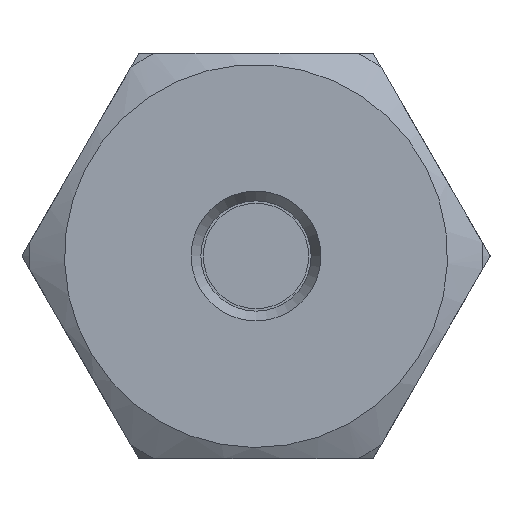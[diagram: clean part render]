
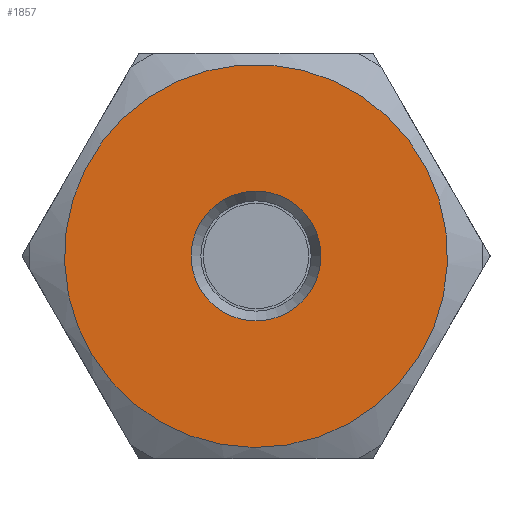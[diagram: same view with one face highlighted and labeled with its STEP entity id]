
A CAD part, left-side view. The second image highlights one B-rep face of the part: STEP entity #1857.
In plain terms, the highlighted planar face has unit normal (-1, 0, 0).
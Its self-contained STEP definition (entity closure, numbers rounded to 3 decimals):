
#1695=CARTESIAN_POINT('',(-7.762,-0.508,0.88));
#1696=VERTEX_POINT('',#1695);
#1697=CARTESIAN_POINT('',(-7.762,0.,0.));
#1698=DIRECTION('',(1.0,0.,0.));
#1699=DIRECTION('',(0.,-0.5,0.866));
#1700=AXIS2_PLACEMENT_3D('',#1697,#1698,#1699);
#1701=CIRCLE('',#1700,1.016);
#1702=EDGE_CURVE('',#1696,#1696,#1701,.T.);
#1834=CARTESIAN_POINT('',(-7.762,1.5,-2.598));
#1835=VERTEX_POINT('',#1834);
#1836=CARTESIAN_POINT('',(-7.762,0.,0.));
#1837=DIRECTION('',(1.0,0.,0.));
#1838=DIRECTION('',(0.,-0.5,0.866));
#1839=AXIS2_PLACEMENT_3D('',#1836,#1837,#1838);
#1840=CIRCLE('',#1839,3.0);
#1841=EDGE_CURVE('',#1835,#1835,#1840,.T.);
#1846=CARTESIAN_POINT('',(-7.762,0.887,-1.537));
#1847=DIRECTION('',(-1.0,0.0,0.0));
#1848=DIRECTION('',(0.0,0.866,0.5));
#1849=AXIS2_PLACEMENT_3D('',#1846,#1847,#1848);
#1850=PLANE('',#1849);
#1851=ORIENTED_EDGE('',*,*,#1841,.F.);
#1852=EDGE_LOOP('',(#1851));
#1853=FACE_OUTER_BOUND('',#1852,.T.);
#1854=ORIENTED_EDGE('',*,*,#1702,.T.);
#1855=EDGE_LOOP('',(#1854));
#1856=FACE_BOUND('',#1855,.T.);
#1857=ADVANCED_FACE('',(#1853,#1856),#1850,.T.);
